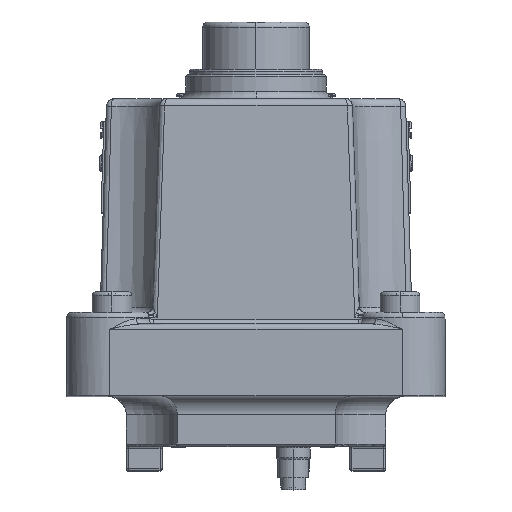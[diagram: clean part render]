
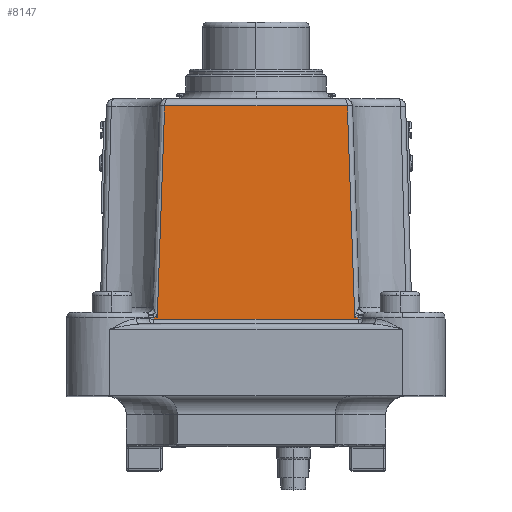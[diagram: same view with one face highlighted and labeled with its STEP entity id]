
A CAD part, top view. The second image highlights one B-rep face of the part: STEP entity #8147.
In plain terms, the highlighted planar face has unit normal (0, 0.03, 1).
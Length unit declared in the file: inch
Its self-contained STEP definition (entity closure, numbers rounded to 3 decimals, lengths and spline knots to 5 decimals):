
#74 = B_SPLINE_CURVE_WITH_KNOTS ( 'NONE', 3,
 ( #13483, #27750, #1290, #18263 ),
 .UNSPECIFIED., .F., .F.,
 ( 4, 4 ),
 ( 0., 0.05239 ),
 .UNSPECIFIED. ) ;
#282 = CARTESIAN_POINT ( 'NONE',  ( 0.89118, 2.82729, 2.32001 ) ) ;
#654 = VERTEX_POINT ( 'NONE', #282 ) ;
#877 = CARTESIAN_POINT ( 'NONE',  ( 0.89118, 2.82729, 2.32001 ) ) ;
#1191 = ORIENTED_EDGE ( 'NONE', *, *, #30410, .T. ) ;
#1290 = CARTESIAN_POINT ( 'NONE',  ( -0.93736, 1.45358, 2.36198 ) ) ;
#1364 = ORIENTED_EDGE ( 'NONE', *, *, #30936, .T. ) ;
#1391 = CARTESIAN_POINT ( 'NONE',  ( -0.99876, 0.76683, 2.38296 ) ) ;
#1758 = DIRECTION ( 'NONE',  ( 1., 0., 0. ) ) ;
#3743 = CARTESIAN_POINT ( 'NONE',  ( 0.99897, 0.74847, 2.38352 ) ) ;
#5014 = CARTESIAN_POINT ( 'NONE',  ( 0.99875, 0.76377, 2.38305 ) ) ;
#5280 = CARTESIAN_POINT ( 'NONE',  ( 0.99875, 0.76377, 2.38305 ) ) ;
#5332 = PLANE ( 'NONE',  #13958 ) ;
#6044 = CARTESIAN_POINT ( 'NONE',  ( 0.96326, 0.76683, 2.38296 ) ) ;
#6100 = VERTEX_POINT ( 'NONE', #7505 ) ;
#6355 = ORIENTED_EDGE ( 'NONE', *, *, #25113, .T. ) ;
#6717 = ORIENTED_EDGE ( 'NONE', *, *, #27270, .T. ) ;
#7480 = CARTESIAN_POINT ( 'NONE',  ( 1.425, 2.82729, 2.32001 ) ) ;
#7505 = CARTESIAN_POINT ( 'NONE',  ( -0.99897, 0.74847, 2.38352 ) ) ;
#7588 = VERTEX_POINT ( 'NONE', #8030 ) ;
#8030 = CARTESIAN_POINT ( 'NONE',  ( -0.89118, 2.82729, 2.32001 ) ) ;
#8147 = ADVANCED_FACE ( 'NONE', ( #28489 ), #5332, .T. ) ;
#8706 = CARTESIAN_POINT ( 'NONE',  ( 0.99876, 0.76683, 2.38296 ) ) ;
#8758 = CARTESIAN_POINT ( 'NONE',  ( -0.99874, 0.76479, 2.38302 ) ) ;
#8901 = CARTESIAN_POINT ( 'NONE',  ( -0.99875, 0.76377, 2.38305 ) ) ;
#9647 = VECTOR ( 'NONE', #1758, 39.37008 ) ;
#9763 = LINE ( 'NONE', #13418, #21767 ) ;
#9843 = EDGE_CURVE ( 'NONE', #20553, #654, #26824, .T. ) ;
#9943 = CARTESIAN_POINT ( 'NONE',  ( 0.99874, 0.76479, 2.38302 ) ) ;
#10021 = CARTESIAN_POINT ( 'NONE',  ( 0.96326, 0.76683, 2.38296 ) ) ;
#10390 = DIRECTION ( 'NONE',  ( 0., 0.031, 1. ) ) ;
#10475 = LINE ( 'NONE', #7480, #28798 ) ;
#10515 =( BOUNDED_CURVE ( )  B_SPLINE_CURVE ( 3, ( #8901, #23280, #11413, #28097 ),
 .UNSPECIFIED., .F., .F. ) 
 B_SPLINE_CURVE_WITH_KNOTS ( ( 4, 4 ),
 ( 5.14731, 5.1484 ),
 .UNSPECIFIED. ) 
 CURVE ( )  GEOMETRIC_REPRESENTATION_ITEM ( )  RATIONAL_B_SPLINE_CURVE ( ( 1., 1., 1., 1. ) ) 
 REPRESENTATION_ITEM ( '' )  );
#11145 = VERTEX_POINT ( 'NONE', #5280 ) ;
#11371 = CARTESIAN_POINT ( 'NONE',  ( 0.99875, 0.76377, 2.38305 ) ) ;
#11413 = CARTESIAN_POINT ( 'NONE',  ( -0.9989, 0.75357, 2.38336 ) ) ;
#11455 = EDGE_LOOP ( 'NONE', ( #28619, #18992, #1191, #17147, #23988, #22210, #6717, #18422, #6355, #1364 ) ) ;
#12044 = VERTEX_POINT ( 'NONE', #19057 ) ;
#12088 = EDGE_CURVE ( 'NONE', #11145, #25922, #18222, .T. ) ;
#12450 = CARTESIAN_POINT ( 'NONE',  ( 0.99874, 0.76581, 2.38299 ) ) ;
#13418 = CARTESIAN_POINT ( 'NONE',  ( -1.03137, 0.76683, 2.38296 ) ) ;
#13483 = CARTESIAN_POINT ( 'NONE',  ( -0.89118, 2.82729, 2.32001 ) ) ;
#13958 = AXIS2_PLACEMENT_3D ( 'NONE', #24696, #10390, #27104 ) ;
#14089 = LINE ( 'NONE', #16874, #20408 ) ;
#15483 = CARTESIAN_POINT ( 'NONE',  ( 0.91358, 2.14041, 2.34099 ) ) ;
#15667 = VERTEX_POINT ( 'NONE', #28430 ) ;
#15805 = CARTESIAN_POINT ( 'NONE',  ( -0.99875, 0.76377, 2.38305 ) ) ;
#16339 = CARTESIAN_POINT ( 'NONE',  ( 1.425, 0.74847, 2.38352 ) ) ;
#16394 = EDGE_CURVE ( 'NONE', #27306, #15667, #9763, .T. ) ;
#16824 = EDGE_CURVE ( 'NONE', #15667, #23618, #28412, .T. ) ;
#16874 = CARTESIAN_POINT ( 'NONE',  ( 1.425, 0.76683, 2.38296 ) ) ;
#17147 = ORIENTED_EDGE ( 'NONE', *, *, #20597, .T. ) ;
#17983 = DIRECTION ( 'NONE',  ( -1., 0., 0. ) ) ;
#18222 = B_SPLINE_CURVE_WITH_KNOTS ( 'NONE', 3,
 ( #5014, #9943, #12450, #29082 ),
 .UNSPECIFIED., .F., .F.,
 ( 4, 4 ),
 ( 0., 0.00008 ),
 .UNSPECIFIED. ) ;
#18263 = CARTESIAN_POINT ( 'NONE',  ( -0.96326, 0.76683, 2.38296 ) ) ;
#18362 = CARTESIAN_POINT ( 'NONE',  ( -0.99874, 0.76581, 2.38299 ) ) ;
#18422 = ORIENTED_EDGE ( 'NONE', *, *, #9843, .T. ) ;
#18992 = ORIENTED_EDGE ( 'NONE', *, *, #16824, .T. ) ;
#19057 = CARTESIAN_POINT ( 'NONE',  ( 0.99897, 0.74847, 2.38352 ) ) ;
#19257 = CARTESIAN_POINT ( 'NONE',  ( -0.96326, 0.76683, 2.38296 ) ) ;
#19486 = DIRECTION ( 'NONE',  ( -1., 0., 0. ) ) ;
#20280 =( BOUNDED_CURVE ( )  B_SPLINE_CURVE ( 3, ( #3743, #20855, #25663, #11371 ),
 .UNSPECIFIED., .F., .T. ) 
 B_SPLINE_CURVE_WITH_KNOTS ( ( 4, 4 ),
 ( 1.13478, 1.13588 ),
 .UNSPECIFIED. ) 
 CURVE ( )  GEOMETRIC_REPRESENTATION_ITEM ( )  RATIONAL_B_SPLINE_CURVE ( ( 1., 1., 1., 1. ) ) 
 REPRESENTATION_ITEM ( '' )  );
#20408 = VECTOR ( 'NONE', #31122, 39.37008 ) ;
#20553 = VERTEX_POINT ( 'NONE', #6044 ) ;
#20597 = EDGE_CURVE ( 'NONE', #6100, #12044, #22406, .T. ) ;
#20855 = CARTESIAN_POINT ( 'NONE',  ( 0.9989, 0.75357, 2.38336 ) ) ;
#21767 = VECTOR ( 'NONE', #17983, 39.37008 ) ;
#22210 = ORIENTED_EDGE ( 'NONE', *, *, #12088, .T. ) ;
#22406 = LINE ( 'NONE', #16339, #9647 ) ;
#23280 = CARTESIAN_POINT ( 'NONE',  ( -0.99883, 0.75867, 2.38321 ) ) ;
#23618 = VERTEX_POINT ( 'NONE', #15805 ) ;
#23988 = ORIENTED_EDGE ( 'NONE', *, *, #30983, .T. ) ;
#24696 = CARTESIAN_POINT ( 'NONE',  ( 1.425, 0.7, 2.385 ) ) ;
#25113 = EDGE_CURVE ( 'NONE', #654, #7588, #10475, .T. ) ;
#25558 = CARTESIAN_POINT ( 'NONE',  ( -0.99875, 0.76377, 2.38305 ) ) ;
#25663 = CARTESIAN_POINT ( 'NONE',  ( 0.99883, 0.75867, 2.38321 ) ) ;
#25922 = VERTEX_POINT ( 'NONE', #8706 ) ;
#26824 = B_SPLINE_CURVE_WITH_KNOTS ( 'NONE', 3,
 ( #10021, #29741, #15483, #877 ),
 .UNSPECIFIED., .F., .F.,
 ( 4, 4 ),
 ( -0.00123, 0.05116 ),
 .UNSPECIFIED. ) ;
#27104 = DIRECTION ( 'NONE',  ( 0., -1., 0.031 ) ) ;
#27270 = EDGE_CURVE ( 'NONE', #25922, #20553, #14089, .T. ) ;
#27306 = VERTEX_POINT ( 'NONE', #19257 ) ;
#27750 = CARTESIAN_POINT ( 'NONE',  ( -0.91358, 2.14041, 2.34099 ) ) ;
#28097 = CARTESIAN_POINT ( 'NONE',  ( -0.99897, 0.74847, 2.38352 ) ) ;
#28412 = B_SPLINE_CURVE_WITH_KNOTS ( 'NONE', 3,
 ( #1391, #18362, #8758, #25558 ),
 .UNSPECIFIED., .F., .F.,
 ( 4, 4 ),
 ( 0., 0.00008 ),
 .UNSPECIFIED. ) ;
#28430 = CARTESIAN_POINT ( 'NONE',  ( -0.99876, 0.76683, 2.38296 ) ) ;
#28489 = FACE_OUTER_BOUND ( 'NONE', #11455, .T. ) ;
#28619 = ORIENTED_EDGE ( 'NONE', *, *, #16394, .T. ) ;
#28798 = VECTOR ( 'NONE', #19486, 39.37008 ) ;
#29082 = CARTESIAN_POINT ( 'NONE',  ( 0.99876, 0.76683, 2.38296 ) ) ;
#29741 = CARTESIAN_POINT ( 'NONE',  ( 0.93736, 1.45358, 2.36198 ) ) ;
#30410 = EDGE_CURVE ( 'NONE', #23618, #6100, #10515, .T. ) ;
#30936 = EDGE_CURVE ( 'NONE', #7588, #27306, #74, .T. ) ;
#30983 = EDGE_CURVE ( 'NONE', #12044, #11145, #20280, .T. ) ;
#31122 = DIRECTION ( 'NONE',  ( -1., 0., 0. ) ) ;
